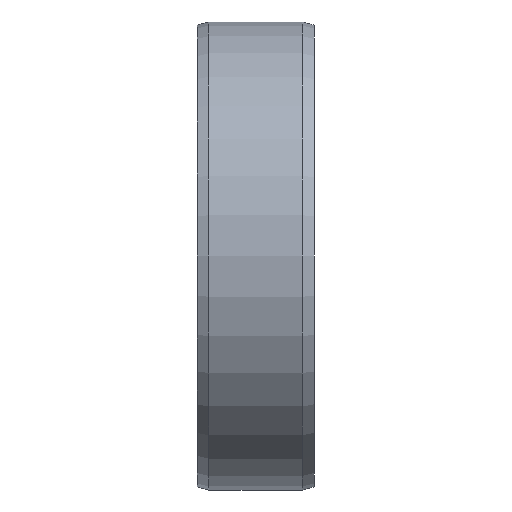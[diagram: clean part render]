
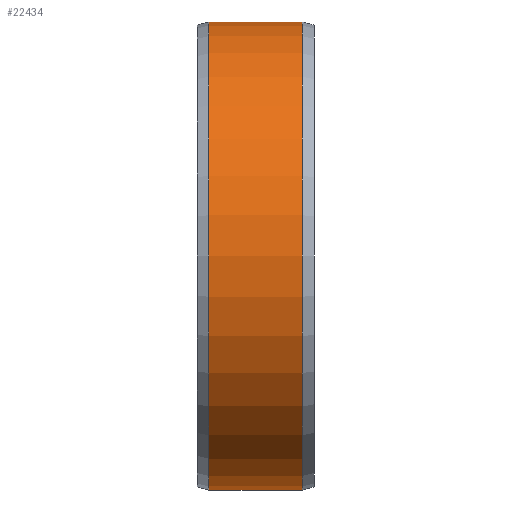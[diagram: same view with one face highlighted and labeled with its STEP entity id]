
A CAD part, left-side view. The second image highlights one B-rep face of the part: STEP entity #22434.
In plain terms, the highlighted cylindrical face has radius 20 mm (diameter 40 mm), a partial arc.
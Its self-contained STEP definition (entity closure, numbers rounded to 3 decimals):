
#21710=CARTESIAN_POINT('',(0.,-4.,0.));
#21711=DIRECTION('',(0.,1.,0.));
#21712=DIRECTION('',(0.,0.,-1.));
#21713=AXIS2_PLACEMENT_3D('',#21710,#21711,#21712);
#21718=DIRECTION('',(0.,1.,0.));
#21719=VECTOR('',#21718,8.);
#21720=CARTESIAN_POINT('',(0.,-4.,-20.));
#21721=LINE('',#21720,#21719);
#21733=DIRECTION('',(0.,1.,0.));
#21734=VECTOR('',#21733,8.);
#21735=CARTESIAN_POINT('',(0.,-4.,20.));
#21736=LINE('',#21735,#21734);
#21762=CARTESIAN_POINT('',(0.,4.,0.));
#21763=DIRECTION('',(0.,1.,0.));
#21764=DIRECTION('',(0.,0.,-1.));
#21765=AXIS2_PLACEMENT_3D('',#21762,#21763,#21764);
#22071=CARTESIAN_POINT('',(0.,-4.,-20.));
#22073=VERTEX_POINT('',#22071);
#22074=CARTESIAN_POINT('',(0.,4.,-20.));
#22075=VERTEX_POINT('',#22074);
#22115=CARTESIAN_POINT('',(0.,-4.,20.));
#22117=VERTEX_POINT('',#22115);
#22118=CARTESIAN_POINT('',(0.,4.,20.));
#22119=VERTEX_POINT('',#22118);
#22420=CARTESIAN_POINT('',(0.,-5.5,0.));
#22421=DIRECTION('',(0.,1.,0.));
#22422=DIRECTION('',(0.,0.,-1.));
#22423=AXIS2_PLACEMENT_3D('',#22420,#22421,#22422);
#22424=CYLINDRICAL_SURFACE('',#22423,20.);
#22426=ORIENTED_EDGE('',*,*,#22425,.T.);
#22428=ORIENTED_EDGE('',*,*,#22427,.T.);
#22430=ORIENTED_EDGE('',*,*,#22429,.F.);
#22431=ORIENTED_EDGE('',*,*,#22413,.F.);
#22432=EDGE_LOOP('',(#22426,#22428,#22430,#22431));
#22433=FACE_OUTER_BOUND('',#22432,.F.);
#21714=CIRCLE('',#21713,20.);
#21766=CIRCLE('',#21765,20.);
#22413=EDGE_CURVE('',#22073,#22117,#21714,.T.);
#22425=EDGE_CURVE('',#22073,#22075,#21721,.T.);
#22427=EDGE_CURVE('',#22075,#22119,#21766,.T.);
#22429=EDGE_CURVE('',#22117,#22119,#21736,.T.);
#22434=ADVANCED_FACE('',(#22433),#22424,.T.);
